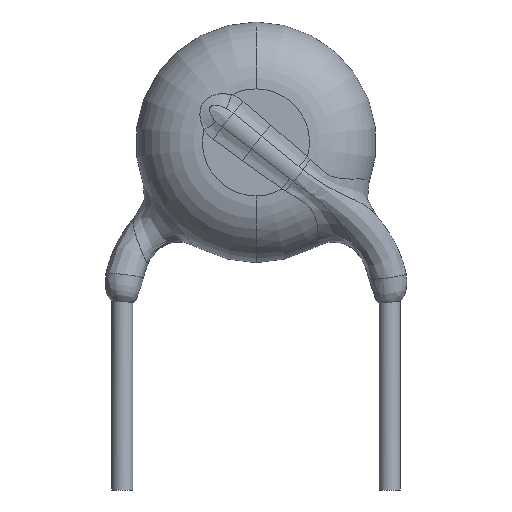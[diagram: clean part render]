
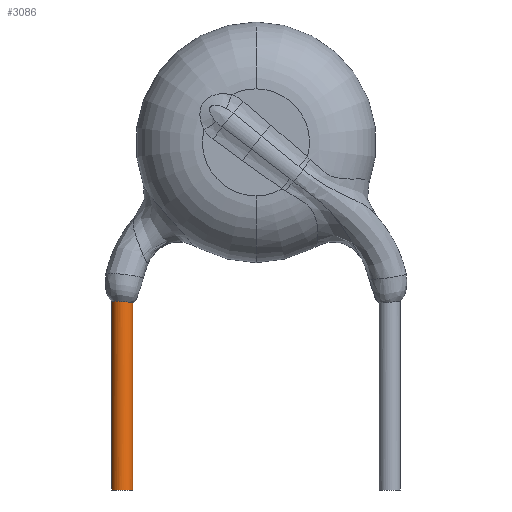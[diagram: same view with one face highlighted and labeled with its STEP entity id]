
A CAD part, front view. The second image highlights one B-rep face of the part: STEP entity #3086.
In plain terms, the highlighted cylindrical face has radius 0.2 mm (diameter 0.4 mm), a partial arc.
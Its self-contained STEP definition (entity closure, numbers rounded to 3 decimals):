
#350 = AXIS2_PLACEMENT_3D ( 'NONE', #8366, #552, #7286 ) ;
#444 = DIRECTION ( 'NONE',  ( 0., 0., -1. ) ) ;
#477 = ORIENTED_EDGE ( 'NONE', *, *, #13009, .F. ) ;
#513 = CARTESIAN_POINT ( 'NONE',  ( -2.7, 0., 0.5 ) ) ;
#552 = DIRECTION ( 'NONE',  ( 0., 0., -1. ) ) ;
#620 = VERTEX_POINT ( 'NONE', #9869 ) ;
#919 = DIRECTION ( 'NONE',  ( 0., 0., -1. ) ) ;
#930 = CARTESIAN_POINT ( 'NONE',  ( -2.691, -0.077, 0.033 ) ) ;
#1489 = CARTESIAN_POINT ( 'NONE',  ( -2.7, 0., 0.032 ) ) ;
#2007 = LINE ( 'NONE', #10912, #5250 ) ;
#3086 = ADVANCED_FACE ( 'NONE', ( #8511 ), #9372, .T. ) ;
#3148 = VERTEX_POINT ( 'NONE', #6271 ) ;
#3620 = DIRECTION ( 'NONE',  ( 1., 0., 0. ) ) ;
#3659 = CARTESIAN_POINT ( 'NONE',  ( -2.7, 0., -3.5 ) ) ;
#3984 = ORIENTED_EDGE ( 'NONE', *, *, #14259, .T. ) ;
#4001 = CARTESIAN_POINT ( 'NONE',  ( -2.536, -0.203, 0.024 ) ) ;
#4153 = CARTESIAN_POINT ( 'NONE',  ( -2.3, -0.05, 0.002 ) ) ;
#4225 = CARTESIAN_POINT ( 'NONE',  ( -2.3, 0., 0.001 ) ) ;
#4379 = ORIENTED_EDGE ( 'NONE', *, *, #9697, .F. ) ;
#4562 = EDGE_CURVE ( 'NONE', #11604, #7458, #6658, .T. ) ;
#5175 = CARTESIAN_POINT ( 'NONE',  ( -2.665, -0.123, 0.032 ) ) ;
#5250 = VECTOR ( 'NONE', #919, 1000. ) ;
#5321 = CARTESIAN_POINT ( 'NONE',  ( -2.436, -0.196, 0.017 ) ) ;
#5760 = VERTEX_POINT ( 'NONE', #3659 ) ;
#5958 = CARTESIAN_POINT ( 'NONE',  ( -2.698, -0.027, 0.032 ) ) ;
#6271 = CARTESIAN_POINT ( 'NONE',  ( -2.3, 0., -3.5 ) ) ;
#6574 = CARTESIAN_POINT ( 'NONE',  ( -2.3, 0., 0.001 ) ) ;
#6658 = B_SPLINE_CURVE_WITH_KNOTS ( 'NONE', 3,
 ( #9759, #930, #5175, #9534, #4001, #5321, #8651, #11957, #4153, #4225 ),
 .UNSPECIFIED., .F., .F.,
 ( 4, 2, 2, 2, 4 ),
 ( 0., 0.001, 0.001, 0.001, 0.001 ),
 .UNSPECIFIED. ) ;
#6889 = AXIS2_PLACEMENT_3D ( 'NONE', #9154, #6930, #3620 ) ;
#6930 = DIRECTION ( 'NONE',  ( 0., 0., 1. ) ) ;
#7286 = DIRECTION ( 'NONE',  ( -1., 0., 0. ) ) ;
#7458 = VERTEX_POINT ( 'NONE', #6574 ) ;
#8133 = ORIENTED_EDGE ( 'NONE', *, *, #8485, .T. ) ;
#8366 = CARTESIAN_POINT ( 'NONE',  ( -2.5, 0., 0.5 ) ) ;
#8485 = EDGE_CURVE ( 'NONE', #5760, #3148, #11045, .T. ) ;
#8511 = FACE_OUTER_BOUND ( 'NONE', #11121, .T. ) ;
#8651 = CARTESIAN_POINT ( 'NONE',  ( -2.388, -0.173, 0.013 ) ) ;
#9154 = CARTESIAN_POINT ( 'NONE',  ( -2.5, 0., -3.5 ) ) ;
#9266 = LINE ( 'NONE', #513, #9789 ) ;
#9372 = CYLINDRICAL_SURFACE ( 'NONE', #350, 0.2 ) ;
#9534 = CARTESIAN_POINT ( 'NONE',  ( -2.587, -0.187, 0.028 ) ) ;
#9697 = EDGE_CURVE ( 'NONE', #7458, #3148, #2007, .T. ) ;
#9759 = CARTESIAN_POINT ( 'NONE',  ( -2.698, -0.027, 0.032 ) ) ;
#9789 = VECTOR ( 'NONE', #444, 1000. ) ;
#9869 = CARTESIAN_POINT ( 'NONE',  ( -2.7, 0., 0.032 ) ) ;
#10243 = CARTESIAN_POINT ( 'NONE',  ( -2.699, -0.018, 0.032 ) ) ;
#10258 = CARTESIAN_POINT ( 'NONE',  ( -2.698, -0.027, 0.032 ) ) ;
#10523 = B_SPLINE_CURVE_WITH_KNOTS ( 'NONE', 3,
 ( #1489, #13838, #10243, #5958 ),
 .UNSPECIFIED., .F., .F.,
 ( 4, 4 ),
 ( 0., 0. ),
 .UNSPECIFIED. ) ;
#10912 = CARTESIAN_POINT ( 'NONE',  ( -2.3, 0., 0.5 ) ) ;
#11045 = CIRCLE ( 'NONE', #6889, 0.2 ) ;
#11121 = EDGE_LOOP ( 'NONE', ( #4379, #12615, #477, #3984, #8133 ) ) ;
#11604 = VERTEX_POINT ( 'NONE', #10258 ) ;
#11957 = CARTESIAN_POINT ( 'NONE',  ( -2.32, -0.1, 0.006 ) ) ;
#12615 = ORIENTED_EDGE ( 'NONE', *, *, #4562, .F. ) ;
#13009 = EDGE_CURVE ( 'NONE', #620, #11604, #10523, .T. ) ;
#13838 = CARTESIAN_POINT ( 'NONE',  ( -2.7, -0.009, 0.032 ) ) ;
#14259 = EDGE_CURVE ( 'NONE', #620, #5760, #9266, .T. ) ;
